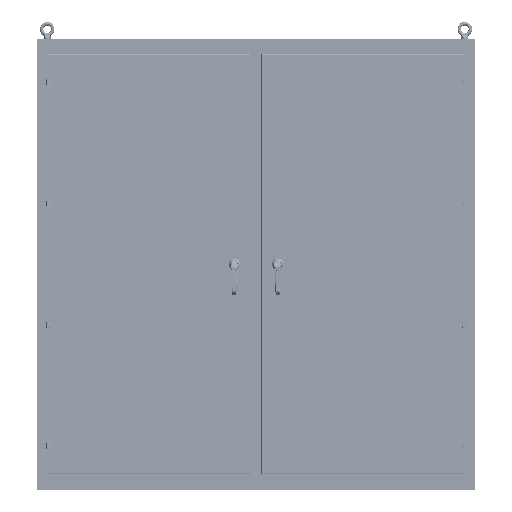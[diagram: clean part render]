
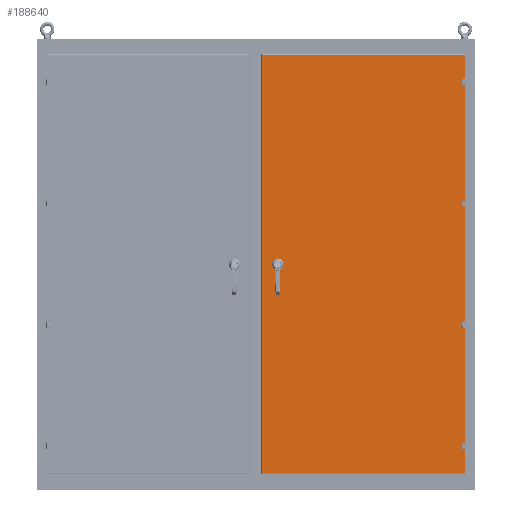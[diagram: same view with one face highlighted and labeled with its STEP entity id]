
A CAD part, top view. The second image highlights one B-rep face of the part: STEP entity #188640.
In plain terms, the highlighted planar face has unit normal (0, 0, 1).
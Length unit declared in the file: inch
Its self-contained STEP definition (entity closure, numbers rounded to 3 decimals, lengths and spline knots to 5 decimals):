
#5088 = DIRECTION ( 'NONE',  ( -1., 0., 0. ) ) ;
#5814 = CARTESIAN_POINT ( 'NONE',  ( 3.84301, 0., 13.058 ) ) ;
#10678 = CARTESIAN_POINT ( 'NONE',  ( 36.98711, 0., 13.058 ) ) ;
#18513 = ORIENTED_EDGE ( 'NONE', *, *, #62718, .F. ) ;
#23752 = CARTESIAN_POINT ( 'NONE',  ( 4.06447, 0., 13.058 ) ) ;
#24754 = EDGE_CURVE ( 'NONE', #186207, #210328, #377573, .T. ) ;
#31334 = DIRECTION ( 'NONE',  ( -1., 0., 0. ) ) ;
#31537 = CARTESIAN_POINT ( 'NONE',  ( 19.0312, 37.1122, 13.058 ) ) ;
#32810 = PLANE ( 'NONE',  #388634 ) ;
#45715 = CARTESIAN_POINT ( 'NONE',  ( 1.0753, 0., 13.058 ) ) ;
#60490 = CARTESIAN_POINT ( 'NONE',  ( 19.0312, 0., 13.058 ) ) ;
#62423 = DIRECTION ( 'NONE',  ( 0., 0., -1. ) ) ;
#62718 = EDGE_CURVE ( 'NONE', #84921, #84921, #314407, .T. ) ;
#66764 = CARTESIAN_POINT ( 'NONE',  ( 19.0312, -37.1122, 13.058 ) ) ;
#84921 = VERTEX_POINT ( 'NONE', #23752 ) ;
#89316 = CARTESIAN_POINT ( 'NONE',  ( 36.98711, -37.1122, 13.058 ) ) ;
#120362 = DIRECTION ( 'NONE',  ( 1., 0., 0. ) ) ;
#126474 = VERTEX_POINT ( 'NONE', #153135 ) ;
#135108 = EDGE_CURVE ( 'NONE', #364059, #186207, #181434, .T. ) ;
#147936 = ORIENTED_EDGE ( 'NONE', *, *, #311848, .F. ) ;
#153135 = CARTESIAN_POINT ( 'NONE',  ( 36.98711, 37.1122, 13.058 ) ) ;
#153764 = VECTOR ( 'NONE', #120362, 39.37008 ) ;
#159213 = EDGE_LOOP ( 'NONE', ( #18513 ) ) ;
#180610 = ORIENTED_EDGE ( 'NONE', *, *, #24754, .F. ) ;
#181434 = LINE ( 'NONE', #66764, #311593 ) ;
#185569 = DIRECTION ( 'NONE',  ( 1., 0., 0. ) ) ;
#186207 = VERTEX_POINT ( 'NONE', #225733 ) ;
#186778 = FACE_OUTER_BOUND ( 'NONE', #259464, .T. ) ;
#188640 = ADVANCED_FACE ( 'NONE', ( #186778, #210664 ), #32810, .F. ) ;
#199735 = DIRECTION ( 'NONE',  ( 0., 1., 0. ) ) ;
#210328 = VERTEX_POINT ( 'NONE', #304354 ) ;
#210664 = FACE_BOUND ( 'NONE', #159213, .T. ) ;
#215269 = DIRECTION ( 'NONE',  ( 0., 0., 1. ) ) ;
#224059 = DIRECTION ( 'NONE',  ( 0., -1., 0. ) ) ;
#225733 = CARTESIAN_POINT ( 'NONE',  ( 1.0753, -37.1122, 13.058 ) ) ;
#227166 = VECTOR ( 'NONE', #199735, 39.37008 ) ;
#259464 = EDGE_LOOP ( 'NONE', ( #299758, #180610, #310970, #147936 ) ) ;
#273081 = VECTOR ( 'NONE', #224059, 39.37008 ) ;
#287173 = LINE ( 'NONE', #10678, #273081 ) ;
#299758 = ORIENTED_EDGE ( 'NONE', *, *, #349746, .F. ) ;
#304354 = CARTESIAN_POINT ( 'NONE',  ( 1.0753, 37.1122, 13.058 ) ) ;
#310970 = ORIENTED_EDGE ( 'NONE', *, *, #135108, .F. ) ;
#311593 = VECTOR ( 'NONE', #31334, 39.37008 ) ;
#311848 = EDGE_CURVE ( 'NONE', #126474, #364059, #287173, .T. ) ;
#314407 = CIRCLE ( 'NONE', #346046, 0.22146 ) ;
#346046 = AXIS2_PLACEMENT_3D ( 'NONE', #5814, #215269, #185569 ) ;
#349746 = EDGE_CURVE ( 'NONE', #210328, #126474, #361498, .T. ) ;
#361498 = LINE ( 'NONE', #31537, #153764 ) ;
#364059 = VERTEX_POINT ( 'NONE', #89316 ) ;
#377573 = LINE ( 'NONE', #45715, #227166 ) ;
#388634 = AXIS2_PLACEMENT_3D ( 'NONE', #60490, #62423, #5088 ) ;
